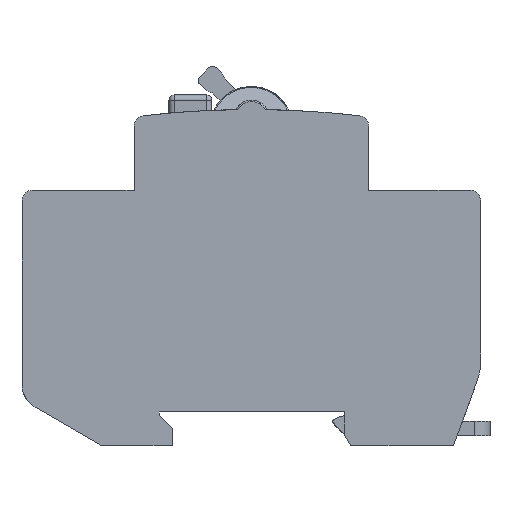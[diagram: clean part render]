
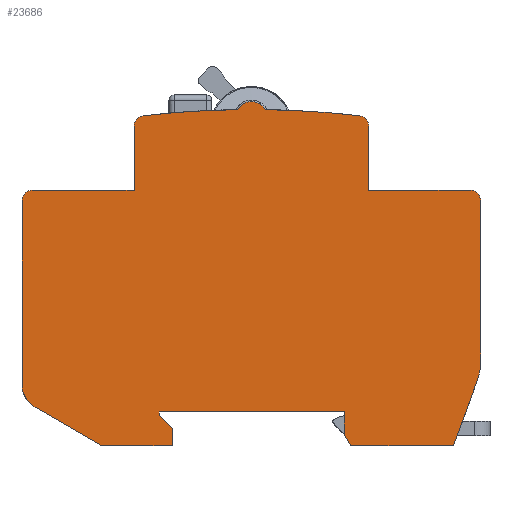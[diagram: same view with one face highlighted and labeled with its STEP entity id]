
A CAD part, left-side view. The second image highlights one B-rep face of the part: STEP entity #23686.
In plain terms, the highlighted face is planar.
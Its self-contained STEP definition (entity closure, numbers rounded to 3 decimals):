
#956=DIRECTION('',(0.,0.866,-0.5));
#957=VECTOR('',#956,14.78);
#958=CARTESIAN_POINT('',(0.,11.,6.5));
#959=LINE('',#958,#957);
#963=CARTESIAN_POINT('',(0.,21.3,-5.22));
#964=DIRECTION('',(-1.,0.,0.));
#965=DIRECTION('',(0.,0.5,0.866));
#966=AXIS2_PLACEMENT_3D('',#963,#964,#965);
#971=DIRECTION('',(0.,0.,-1.));
#972=VECTOR('',#971,35.28);
#973=CARTESIAN_POINT('',(0.,26.3,-5.22));
#974=LINE('',#973,#972);
#978=CARTESIAN_POINT('',(0.,24.3,-40.5));
#979=DIRECTION('',(-1.,0.,0.));
#980=DIRECTION('',(0.,1.,0.));
#981=AXIS2_PLACEMENT_3D('',#978,#979,#980);
#986=DIRECTION('',(0.,-1.,0.));
#987=VECTOR('',#986,19.5);
#988=CARTESIAN_POINT('',(0.,24.3,-42.5));
#989=LINE('',#988,#987);
#993=DIRECTION('',(0.,0.,-1.));
#994=VECTOR('',#993,12.316);
#995=CARTESIAN_POINT('',(0.,4.8,-42.5));
#996=LINE('',#995,#994);
#1000=CARTESIAN_POINT('',(0.,2.8,-54.816));
#1001=DIRECTION('',(-1.,0.,0.));
#1002=DIRECTION('',(0.,1.,0.));
#1003=AXIS2_PLACEMENT_3D('',#1000,#1001,#1002);
#1008=CARTESIAN_POINT('',(0.,-17.7,122.));
#1009=DIRECTION('',(-1.,0.,0.));
#1010=DIRECTION('',(0.,0.115,-0.993));
#1011=AXIS2_PLACEMENT_3D('',#1008,#1009,#1010);
#1016=CARTESIAN_POINT('',(0.,-17.7,-56.4));
#1017=DIRECTION('',(-1.,0.,0.));
#1018=DIRECTION('',(0.,0.86,-0.51));
#1019=AXIS2_PLACEMENT_3D('',#1016,#1017,#1018);
#1024=CARTESIAN_POINT('',(0.,-17.7,-56.4));
#1025=DIRECTION('',(-1.,0.,0.));
#1026=DIRECTION('',(0.,-0.349,-0.937));
#1027=AXIS2_PLACEMENT_3D('',#1024,#1025,#1026);
#1032=CARTESIAN_POINT('',(0.,-17.7,122.));
#1033=DIRECTION('',(-1.,0.,0.));
#1034=DIRECTION('',(0.,-0.015,-1.));
#1035=AXIS2_PLACEMENT_3D('',#1032,#1033,#1034);
#1040=CARTESIAN_POINT('',(0.,-38.2,-54.816));
#1041=DIRECTION('',(-1.,0.,0.));
#1042=DIRECTION('',(0.,-0.115,-0.993));
#1043=AXIS2_PLACEMENT_3D('',#1040,#1041,#1042);
#1048=DIRECTION('',(0.,0.,1.));
#1049=VECTOR('',#1048,12.316);
#1050=CARTESIAN_POINT('',(0.,-40.2,-54.816));
#1051=LINE('',#1050,#1049);
#1055=DIRECTION('',(0.,-1.,0.));
#1056=VECTOR('',#1055,19.5);
#1057=CARTESIAN_POINT('',(0.,-40.2,-42.5));
#1058=LINE('',#1057,#1056);
#1062=CARTESIAN_POINT('',(0.,-59.7,-40.5));
#1063=DIRECTION('',(-1.,0.,0.));
#1064=DIRECTION('',(0.,0.,-1.));
#1065=AXIS2_PLACEMENT_3D('',#1062,#1063,#1064);
#1070=DIRECTION('',(0.,0.,1.));
#1071=VECTOR('',#1070,30.95);
#1072=CARTESIAN_POINT('',(0.,-61.7,-40.5));
#1073=LINE('',#1072,#1071);
#1077=CARTESIAN_POINT('',(0.,-51.7,-9.55));
#1078=DIRECTION('',(-1.,0.,0.));
#1079=DIRECTION('',(0.,-1.,0.));
#1080=AXIS2_PLACEMENT_3D('',#1077,#1078,#1079);
#1085=DIRECTION('',(0.,0.342,0.94));
#1086=VECTOR('',#1085,13.441);
#1087=CARTESIAN_POINT('',(0.,-61.097,-6.13));
#1088=LINE('',#1087,#1086);
#1092=DIRECTION('',(0.,1.,0.));
#1093=VECTOR('',#1092,19.73);
#1094=CARTESIAN_POINT('',(0.,-56.5,6.5));
#1095=LINE('',#1094,#1093);
#1099=DIRECTION('',(0.,0.5,-0.866));
#1100=VECTOR('',#1099,2.54);
#1101=CARTESIAN_POINT('',(0.,-36.77,6.5));
#1102=LINE('',#1101,#1100);
#1106=DIRECTION('',(0.,0.,-1.));
#1107=VECTOR('',#1106,4.3);
#1108=CARTESIAN_POINT('',(0.,-35.5,4.3));
#1109=LINE('',#1108,#1107);
#1113=DIRECTION('',(0.,1.,0.));
#1114=VECTOR('',#1113,35.5);
#1115=CARTESIAN_POINT('',(0.,-35.5,0.));
#1116=LINE('',#1115,#1114);
#1120=DIRECTION('',(0.,0.,1.));
#1121=VECTOR('',#1120,0.7);
#1122=CARTESIAN_POINT('',(0.,0.,0.));
#1123=LINE('',#1122,#1121);
#1127=DIRECTION('',(0.,-0.707,0.707));
#1128=VECTOR('',#1127,3.536);
#1129=CARTESIAN_POINT('',(0.,0.,0.7));
#1130=LINE('',#1129,#1128);
#1134=DIRECTION('',(0.,0.,1.));
#1135=VECTOR('',#1134,3.3);
#1136=CARTESIAN_POINT('',(0.,-2.5,3.2));
#1137=LINE('',#1136,#1135);
#1141=DIRECTION('',(0.,1.,0.));
#1142=VECTOR('',#1141,13.5);
#1143=CARTESIAN_POINT('',(0.,-2.5,6.5));
#1144=LINE('',#1143,#1142);
#14005=CARTESIAN_POINT('',(0.,-15.033,-57.98));
#19804=CARTESIAN_POINT('',(0.,4.8,-42.5));
#19806=VERTEX_POINT('',#19804);
#19808=CARTESIAN_POINT('',(0.,24.3,-42.5));
#19809=VERTEX_POINT('',#19808);
#19824=CARTESIAN_POINT('',(0.,4.8,-54.816));
#19826=VERTEX_POINT('',#19824);
#19828=CARTESIAN_POINT('',(0.,3.03,-56.802));
#19830=VERTEX_POINT('',#19828);
#19854=VERTEX_POINT('',#14005);
#19894=CARTESIAN_POINT('',(0.,-38.43,-56.802));
#19895=VERTEX_POINT('',#19894);
#19896=CARTESIAN_POINT('',(0.,-20.367,-57.98));
#19897=VERTEX_POINT('',#19896);
#19991=CARTESIAN_POINT('',(0.,26.3,-40.5));
#19992=VERTEX_POINT('',#19991);
#19993=CARTESIAN_POINT('',(0.,11.,6.5));
#19994=CARTESIAN_POINT('',(0.,23.8,-0.89));
#19995=VERTEX_POINT('',#19993);
#19996=VERTEX_POINT('',#19994);
#19997=CARTESIAN_POINT('',(0.,26.3,-5.22));
#19998=VERTEX_POINT('',#19997);
#19999=CARTESIAN_POINT('',(0.,-18.783,-59.305));
#20000=VERTEX_POINT('',#19999);
#20001=CARTESIAN_POINT('',(0.,-40.2,-54.816));
#20002=VERTEX_POINT('',#20001);
#20003=CARTESIAN_POINT('',(0.,-40.2,-42.5));
#20004=VERTEX_POINT('',#20003);
#20005=CARTESIAN_POINT('',(0.,-59.7,-42.5));
#20006=VERTEX_POINT('',#20005);
#20007=CARTESIAN_POINT('',(0.,-61.7,-40.5));
#20008=VERTEX_POINT('',#20007);
#20009=CARTESIAN_POINT('',(0.,-61.7,-9.55));
#20010=VERTEX_POINT('',#20009);
#20011=CARTESIAN_POINT('',(0.,-61.097,-6.13));
#20012=VERTEX_POINT('',#20011);
#20013=CARTESIAN_POINT('',(0.,-56.5,6.5));
#20014=VERTEX_POINT('',#20013);
#20015=CARTESIAN_POINT('',(0.,-36.77,6.5));
#20016=VERTEX_POINT('',#20015);
#20017=CARTESIAN_POINT('',(0.,-35.5,4.3));
#20018=VERTEX_POINT('',#20017);
#20019=CARTESIAN_POINT('',(0.,-35.5,0.));
#20020=VERTEX_POINT('',#20019);
#20021=CARTESIAN_POINT('',(0.,0.,0.));
#20022=VERTEX_POINT('',#20021);
#20023=CARTESIAN_POINT('',(0.,0.,0.7));
#20024=VERTEX_POINT('',#20023);
#20025=CARTESIAN_POINT('',(0.,-2.5,3.2));
#20026=VERTEX_POINT('',#20025);
#20027=CARTESIAN_POINT('',(0.,-2.5,6.5));
#20028=VERTEX_POINT('',#20027);
#23629=CARTESIAN_POINT('',(0.,-17.7,-42.5));
#23630=DIRECTION('',(-1.,0.,0.));
#23631=DIRECTION('',(0.,1.,0.));
#23632=AXIS2_PLACEMENT_3D('',#23629,#23630,#23631);
#23633=PLANE('',#23632);
#23634=ORIENTED_EDGE('',*,*,#23596,.T.);
#23636=ORIENTED_EDGE('',*,*,#23635,.T.);
#23637=ORIENTED_EDGE('',*,*,#23205,.T.);
#23639=ORIENTED_EDGE('',*,*,#23638,.T.);
#23641=ORIENTED_EDGE('',*,*,#23640,.T.);
#23643=ORIENTED_EDGE('',*,*,#23642,.T.);
#23645=ORIENTED_EDGE('',*,*,#23644,.T.);
#23647=ORIENTED_EDGE('',*,*,#23646,.T.);
#23649=ORIENTED_EDGE('',*,*,#23648,.T.);
#23651=ORIENTED_EDGE('',*,*,#23650,.T.);
#23653=ORIENTED_EDGE('',*,*,#23652,.T.);
#23655=ORIENTED_EDGE('',*,*,#23654,.T.);
#23657=ORIENTED_EDGE('',*,*,#23656,.T.);
#23659=ORIENTED_EDGE('',*,*,#23658,.T.);
#23661=ORIENTED_EDGE('',*,*,#23660,.T.);
#23663=ORIENTED_EDGE('',*,*,#23662,.T.);
#23665=ORIENTED_EDGE('',*,*,#23664,.T.);
#23667=ORIENTED_EDGE('',*,*,#23666,.T.);
#23669=ORIENTED_EDGE('',*,*,#23668,.T.);
#23671=ORIENTED_EDGE('',*,*,#23670,.T.);
#23673=ORIENTED_EDGE('',*,*,#23672,.T.);
#23675=ORIENTED_EDGE('',*,*,#23674,.T.);
#23677=ORIENTED_EDGE('',*,*,#23676,.T.);
#23679=ORIENTED_EDGE('',*,*,#23678,.T.);
#23681=ORIENTED_EDGE('',*,*,#23680,.T.);
#23683=ORIENTED_EDGE('',*,*,#23682,.T.);
#23684=EDGE_LOOP('',(#23634,#23636,#23637,#23639,#23641,#23643,#23645,#23647,
#23649,#23651,#23653,#23655,#23657,#23659,#23661,#23663,#23665,#23667,#23669,
#23671,#23673,#23675,#23677,#23679,#23681,#23683));
#23685=FACE_OUTER_BOUND('',#23684,.F.);
#967=CIRCLE('',#966,5.);
#982=CIRCLE('',#981,2.);
#1004=CIRCLE('',#1003,2.);
#1012=CIRCLE('',#1011,180.);
#1020=CIRCLE('',#1019,3.1);
#1028=CIRCLE('',#1027,3.1);
#1036=CIRCLE('',#1035,180.);
#1044=CIRCLE('',#1043,2.);
#1066=CIRCLE('',#1065,2.);
#1081=CIRCLE('',#1080,10.);
#23205=EDGE_CURVE('',#19998,#19992,#974,.T.);
#23596=EDGE_CURVE('',#19995,#19996,#959,.T.);
#23635=EDGE_CURVE('',#19996,#19998,#967,.T.);
#23638=EDGE_CURVE('',#19992,#19809,#982,.T.);
#23640=EDGE_CURVE('',#19809,#19806,#989,.T.);
#23642=EDGE_CURVE('',#19806,#19826,#996,.T.);
#23644=EDGE_CURVE('',#19826,#19830,#1004,.T.);
#23646=EDGE_CURVE('',#19830,#19854,#1012,.T.);
#23648=EDGE_CURVE('',#19854,#20000,#1020,.T.);
#23650=EDGE_CURVE('',#20000,#19897,#1028,.T.);
#23652=EDGE_CURVE('',#19897,#19895,#1036,.T.);
#23654=EDGE_CURVE('',#19895,#20002,#1044,.T.);
#23656=EDGE_CURVE('',#20002,#20004,#1051,.T.);
#23658=EDGE_CURVE('',#20004,#20006,#1058,.T.);
#23660=EDGE_CURVE('',#20006,#20008,#1066,.T.);
#23662=EDGE_CURVE('',#20008,#20010,#1073,.T.);
#23664=EDGE_CURVE('',#20010,#20012,#1081,.T.);
#23666=EDGE_CURVE('',#20012,#20014,#1088,.T.);
#23668=EDGE_CURVE('',#20014,#20016,#1095,.T.);
#23670=EDGE_CURVE('',#20016,#20018,#1102,.T.);
#23672=EDGE_CURVE('',#20018,#20020,#1109,.T.);
#23674=EDGE_CURVE('',#20020,#20022,#1116,.T.);
#23676=EDGE_CURVE('',#20022,#20024,#1123,.T.);
#23678=EDGE_CURVE('',#20024,#20026,#1130,.T.);
#23680=EDGE_CURVE('',#20026,#20028,#1137,.T.);
#23682=EDGE_CURVE('',#20028,#19995,#1144,.T.);
#23686=ADVANCED_FACE('',(#23685),#23633,.F.);
